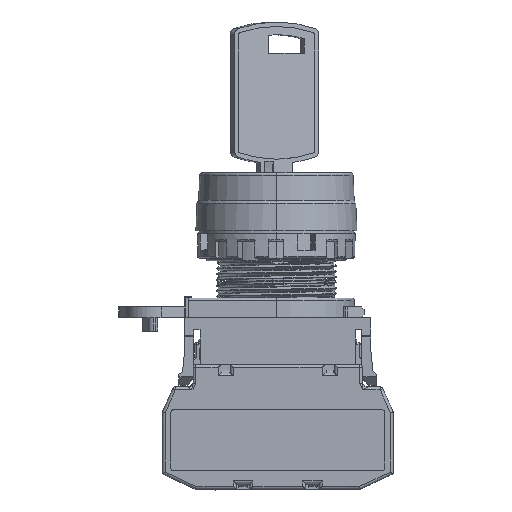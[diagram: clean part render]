
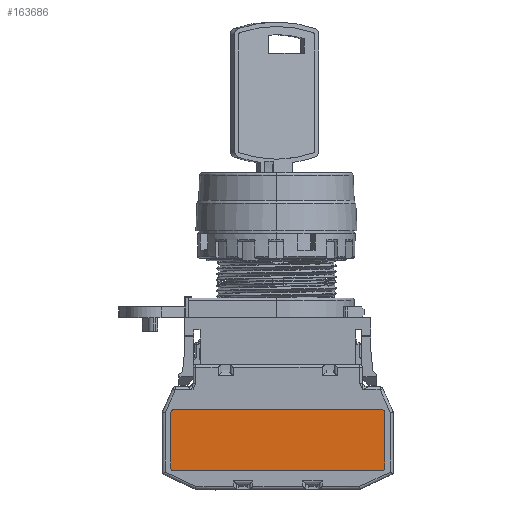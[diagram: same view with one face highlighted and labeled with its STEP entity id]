
A CAD part, left-side view. The second image highlights one B-rep face of the part: STEP entity #163686.
In plain terms, the highlighted planar face has unit normal (-1, 0, 0).
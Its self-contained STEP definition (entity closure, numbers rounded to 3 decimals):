
#500 = EDGE_CURVE ( 'NONE', #79971, #156740, #154144, .T. ) ;
#3686 = EDGE_CURVE ( 'NONE', #192286, #204617, #172858, .T. ) ;
#7591 = CARTESIAN_POINT ( 'NONE',  ( 3.609, 56.006, 56.023 ) ) ;
#8882 = CIRCLE ( 'NONE', #219799, 0.5 ) ;
#12183 = DIRECTION ( 'NONE',  ( 0., 1., 0. ) ) ;
#13308 = AXIS2_PLACEMENT_3D ( 'NONE', #7591, #180771, #81317 ) ;
#16253 = EDGE_CURVE ( 'NONE', #130965, #154103, #144753, .T. ) ;
#16676 = CARTESIAN_POINT ( 'NONE',  ( 3.609, 56.506, 56.023 ) ) ;
#28140 = EDGE_CURVE ( 'NONE', #211501, #208528, #49262, .T. ) ;
#31811 = CIRCLE ( 'NONE', #106652, 0.5 ) ;
#35556 = DIRECTION ( 'NONE',  ( 0., 0., 1. ) ) ;
#35642 = EDGE_CURVE ( 'NONE', #204617, #130965, #31811, .T. ) ;
#38494 = VECTOR ( 'NONE', #35556, 1000. ) ;
#39969 = CARTESIAN_POINT ( 'NONE',  ( 3.609, 56.006, 56.523 ) ) ;
#45657 = ORIENTED_EDGE ( 'NONE', *, *, #144105, .F. ) ;
#48917 = CARTESIAN_POINT ( 'NONE',  ( 3.609, 56.006, 56.023 ) ) ;
#49262 = LINE ( 'NONE', #68571, #38494 ) ;
#52571 = DIRECTION ( 'NONE',  ( 0., 0., 1. ) ) ;
#53584 = CARTESIAN_POINT ( 'NONE',  ( 3.609, 94.006, 56.523 ) ) ;
#54452 = DIRECTION ( 'NONE',  ( 1., 0., 0. ) ) ;
#61587 = EDGE_CURVE ( 'NONE', #154103, #211501, #218942, .T. ) ;
#65629 = CARTESIAN_POINT ( 'NONE',  ( 3.609, 56.506, 67.023 ) ) ;
#67866 = VECTOR ( 'NONE', #136817, 1000. ) ;
#68571 = CARTESIAN_POINT ( 'NONE',  ( 3.609, 94.506, 56.023 ) ) ;
#70688 = CARTESIAN_POINT ( 'NONE',  ( 3.609, 94.506, 66.523 ) ) ;
#75771 = CARTESIAN_POINT ( 'NONE',  ( 3.609, 94.006, 67.023 ) ) ;
#79971 = VERTEX_POINT ( 'NONE', #75771 ) ;
#81120 = FACE_OUTER_BOUND ( 'NONE', #131867, .T. ) ;
#81317 = DIRECTION ( 'NONE',  ( 0., 0., 1. ) ) ;
#88270 = CARTESIAN_POINT ( 'NONE',  ( 3.609, 56.506, 66.523 ) ) ;
#89649 = DIRECTION ( 'NONE',  ( 0., 0., 1. ) ) ;
#96803 = AXIS2_PLACEMENT_3D ( 'NONE', #190280, #104413, #52571 ) ;
#103559 = ORIENTED_EDGE ( 'NONE', *, *, #3686, .F. ) ;
#104413 = DIRECTION ( 'NONE',  ( 1., 0., 0. ) ) ;
#104842 = EDGE_CURVE ( 'NONE', #156740, #192286, #8882, .T. ) ;
#105452 = DIRECTION ( 'NONE',  ( 0., 0., 1. ) ) ;
#106652 = AXIS2_PLACEMENT_3D ( 'NONE', #136395, #188360, #105452 ) ;
#108432 = PLANE ( 'NONE',  #13308 ) ;
#114863 = ORIENTED_EDGE ( 'NONE', *, *, #500, .F. ) ;
#116283 = VECTOR ( 'NONE', #132080, 1000. ) ;
#126038 = AXIS2_PLACEMENT_3D ( 'NONE', #53584, #174019, #89649 ) ;
#128447 = ORIENTED_EDGE ( 'NONE', *, *, #61587, .F. ) ;
#130965 = VERTEX_POINT ( 'NONE', #16676 ) ;
#131867 = EDGE_LOOP ( 'NONE', ( #128447, #178041, #159751, #103559, #184395, #114863, #45657, #188283 ) ) ;
#132080 = DIRECTION ( 'NONE',  ( 0., -1., 0. ) ) ;
#133931 = VECTOR ( 'NONE', #12183, 1000. ) ;
#136395 = CARTESIAN_POINT ( 'NONE',  ( 3.609, 56.506, 56.523 ) ) ;
#136817 = DIRECTION ( 'NONE',  ( 0., 0., -1. ) ) ;
#144105 = EDGE_CURVE ( 'NONE', #208528, #79971, #162262, .T. ) ;
#144753 = LINE ( 'NONE', #215308, #133931 ) ;
#147912 = CARTESIAN_POINT ( 'NONE',  ( 3.609, 56.006, 67.023 ) ) ;
#150513 = CARTESIAN_POINT ( 'NONE',  ( 3.609, 94.506, 56.523 ) ) ;
#154103 = VERTEX_POINT ( 'NONE', #174764 ) ;
#154144 = LINE ( 'NONE', #147912, #116283 ) ;
#156740 = VERTEX_POINT ( 'NONE', #65629 ) ;
#159751 = ORIENTED_EDGE ( 'NONE', *, *, #35642, .F. ) ;
#162262 = CIRCLE ( 'NONE', #96803, 0.5 ) ;
#163686 = ADVANCED_FACE ( 'NONE', ( #81120 ), #108432, .F. ) ;
#172858 = LINE ( 'NONE', #48917, #67866 ) ;
#173410 = DIRECTION ( 'NONE',  ( 0., 0., 1. ) ) ;
#174019 = DIRECTION ( 'NONE',  ( 1., 0., 0. ) ) ;
#174764 = CARTESIAN_POINT ( 'NONE',  ( 3.609, 94.006, 56.023 ) ) ;
#178041 = ORIENTED_EDGE ( 'NONE', *, *, #16253, .F. ) ;
#180771 = DIRECTION ( 'NONE',  ( 1., 0., 0. ) ) ;
#184395 = ORIENTED_EDGE ( 'NONE', *, *, #104842, .F. ) ;
#188283 = ORIENTED_EDGE ( 'NONE', *, *, #28140, .F. ) ;
#188360 = DIRECTION ( 'NONE',  ( 1., 0., 0. ) ) ;
#190280 = CARTESIAN_POINT ( 'NONE',  ( 3.609, 94.006, 66.523 ) ) ;
#192286 = VERTEX_POINT ( 'NONE', #198250 ) ;
#198250 = CARTESIAN_POINT ( 'NONE',  ( 3.609, 56.006, 66.523 ) ) ;
#204617 = VERTEX_POINT ( 'NONE', #39969 ) ;
#208528 = VERTEX_POINT ( 'NONE', #70688 ) ;
#211501 = VERTEX_POINT ( 'NONE', #150513 ) ;
#215308 = CARTESIAN_POINT ( 'NONE',  ( 3.609, 56.006, 56.023 ) ) ;
#218942 = CIRCLE ( 'NONE', #126038, 0.5 ) ;
#219799 = AXIS2_PLACEMENT_3D ( 'NONE', #88270, #54452, #173410 ) ;
